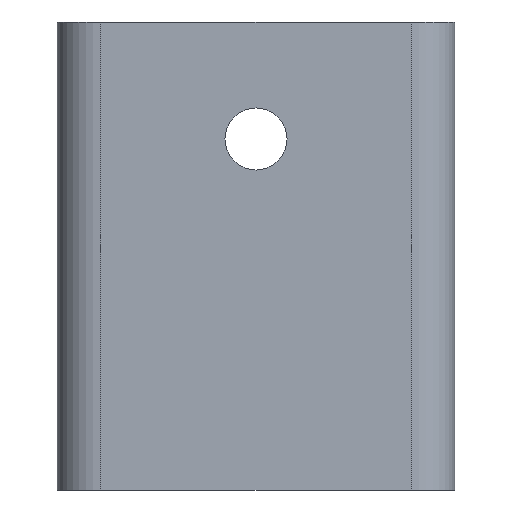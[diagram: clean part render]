
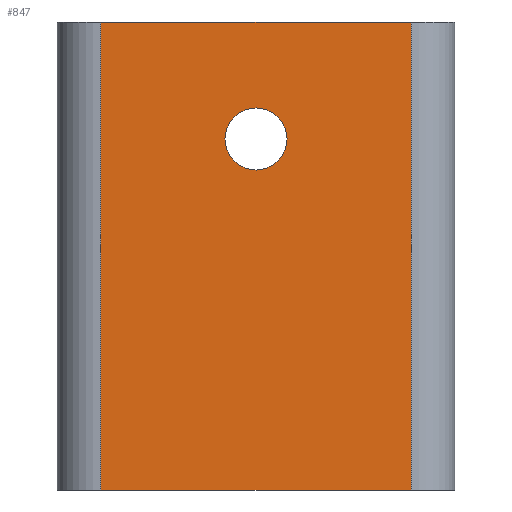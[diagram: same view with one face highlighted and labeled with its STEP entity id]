
A CAD part, front view. The second image highlights one B-rep face of the part: STEP entity #847.
In plain terms, the highlighted planar face has unit normal (0, -1, 0).
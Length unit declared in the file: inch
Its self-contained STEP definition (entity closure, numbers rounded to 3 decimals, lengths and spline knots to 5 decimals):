
#19 = DIRECTION ( 'NONE',  ( 0., 0., -1. ) ) ;
#24 = CIRCLE ( 'NONE', #628, 0.1325 ) ;
#61 = CARTESIAN_POINT ( 'NONE',  ( 0.6625, -0.5, -1. ) ) ;
#64 = ORIENTED_EDGE ( 'NONE', *, *, #665, .F. ) ;
#101 = DIRECTION ( 'NONE',  ( 0., 1., 0. ) ) ;
#162 = CARTESIAN_POINT ( 'NONE',  ( 0., -0.5, 0.5 ) ) ;
#167 = AXIS2_PLACEMENT_3D ( 'NONE', #183, #462, #606 ) ;
#183 = CARTESIAN_POINT ( 'NONE',  ( 0., -0.5, 1. ) ) ;
#184 = CARTESIAN_POINT ( 'NONE',  ( 0., -0.5, 1. ) ) ;
#213 = AXIS2_PLACEMENT_3D ( 'NONE', #162, #719, #794 ) ;
#230 = EDGE_CURVE ( 'NONE', #445, #321, #334, .T. ) ;
#246 = CARTESIAN_POINT ( 'NONE',  ( -0.6625, -0.5, 1. ) ) ;
#262 = FACE_OUTER_BOUND ( 'NONE', #632, .T. ) ;
#321 = VERTEX_POINT ( 'NONE', #886 ) ;
#324 = VERTEX_POINT ( 'NONE', #246 ) ;
#334 = CIRCLE ( 'NONE', #213, 0.1325 ) ;
#384 = CARTESIAN_POINT ( 'NONE',  ( 0., -0.5, -1. ) ) ;
#392 = ORIENTED_EDGE ( 'NONE', *, *, #568, .T. ) ;
#403 = VECTOR ( 'NONE', #504, 39.37008 ) ;
#445 = VERTEX_POINT ( 'NONE', #922 ) ;
#455 = ORIENTED_EDGE ( 'NONE', *, *, #230, .T. ) ;
#462 = DIRECTION ( 'NONE',  ( 0., -1., 0. ) ) ;
#477 = CARTESIAN_POINT ( 'NONE',  ( 0.6625, -0.5, 1. ) ) ;
#499 = CARTESIAN_POINT ( 'NONE',  ( 0.6625, -0.5, 1. ) ) ;
#504 = DIRECTION ( 'NONE',  ( 0., 0., 1. ) ) ;
#521 = EDGE_CURVE ( 'NONE', #321, #445, #24, .T. ) ;
#529 = DIRECTION ( 'NONE',  ( -1., 0., 0. ) ) ;
#549 = ORIENTED_EDGE ( 'NONE', *, *, #928, .F. ) ;
#553 = VERTEX_POINT ( 'NONE', #616 ) ;
#555 = LINE ( 'NONE', #477, #917 ) ;
#556 = VECTOR ( 'NONE', #626, 39.37008 ) ;
#563 = CARTESIAN_POINT ( 'NONE',  ( -0.6625, -0.5, 1. ) ) ;
#568 = EDGE_CURVE ( 'NONE', #885, #324, #763, .T. ) ;
#588 = VERTEX_POINT ( 'NONE', #61 ) ;
#591 = ORIENTED_EDGE ( 'NONE', *, *, #521, .T. ) ;
#606 = DIRECTION ( 'NONE',  ( 1., 0., 0. ) ) ;
#611 = FACE_BOUND ( 'NONE', #624, .T. ) ;
#613 = CARTESIAN_POINT ( 'NONE',  ( 0., -0.5, 0.5 ) ) ;
#616 = CARTESIAN_POINT ( 'NONE',  ( -0.6625, -0.5, -1. ) ) ;
#624 = EDGE_LOOP ( 'NONE', ( #455, #591 ) ) ;
#626 = DIRECTION ( 'NONE',  ( -1., 0., 0. ) ) ;
#628 = AXIS2_PLACEMENT_3D ( 'NONE', #613, #101, #529 ) ;
#631 = VECTOR ( 'NONE', #731, 39.37008 ) ;
#632 = EDGE_LOOP ( 'NONE', ( #392, #64, #549, #881 ) ) ;
#656 = LINE ( 'NONE', #563, #403 ) ;
#665 = EDGE_CURVE ( 'NONE', #553, #324, #656, .T. ) ;
#719 = DIRECTION ( 'NONE',  ( 0., 1., 0. ) ) ;
#731 = DIRECTION ( 'NONE',  ( -1., 0., 0. ) ) ;
#763 = LINE ( 'NONE', #184, #631 ) ;
#794 = DIRECTION ( 'NONE',  ( -1., 0., 0. ) ) ;
#847 = ADVANCED_FACE ( 'NONE', ( #611, #262 ), #910, .T. ) ;
#881 = ORIENTED_EDGE ( 'NONE', *, *, #888, .F. ) ;
#885 = VERTEX_POINT ( 'NONE', #499 ) ;
#886 = CARTESIAN_POINT ( 'NONE',  ( -0.1325, -0.5, 0.5 ) ) ;
#888 = EDGE_CURVE ( 'NONE', #885, #588, #555, .T. ) ;
#910 = PLANE ( 'NONE',  #167 ) ;
#917 = VECTOR ( 'NONE', #19, 39.37008 ) ;
#922 = CARTESIAN_POINT ( 'NONE',  ( 0.1325, -0.5, 0.5 ) ) ;
#924 = LINE ( 'NONE', #384, #556 ) ;
#928 = EDGE_CURVE ( 'NONE', #588, #553, #924, .T. ) ;
